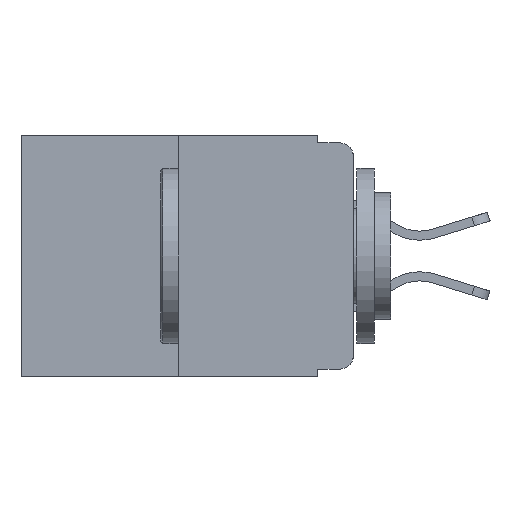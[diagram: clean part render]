
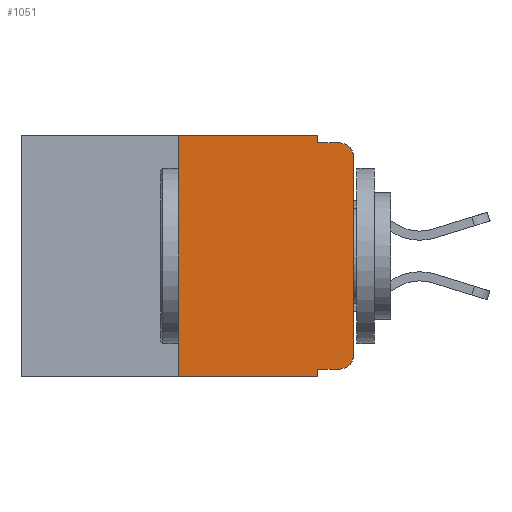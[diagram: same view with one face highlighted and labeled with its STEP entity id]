
A CAD part, left-side view. The second image highlights one B-rep face of the part: STEP entity #1051.
In plain terms, the highlighted planar face has unit normal (-1, 0, 0).
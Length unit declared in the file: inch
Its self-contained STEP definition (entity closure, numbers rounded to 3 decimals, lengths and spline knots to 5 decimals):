
#629 = CARTESIAN_POINT ( 'NONE',  ( 0., 0.473, -0.343 ) ) ;
#822 = CARTESIAN_POINT ( 'NONE',  ( 0., 0.02, -0.01 ) ) ;
#1051 = ADVANCED_FACE ( 'NONE', ( #6817 ), #10146, .F. ) ;
#1705 = VERTEX_POINT ( 'NONE', #16276 ) ;
#2257 = VERTEX_POINT ( 'NONE', #2893 ) ;
#2300 = VERTEX_POINT ( 'NONE', #14163 ) ;
#2560 = CARTESIAN_POINT ( 'NONE',  ( 0., 0.25, 0. ) ) ;
#2577 = VERTEX_POINT ( 'NONE', #5514 ) ;
#2778 = EDGE_CURVE ( 'NONE', #1705, #15802, #12393, .T. ) ;
#2814 = DIRECTION ( 'NONE',  ( 0., 0., -1. ) ) ;
#2824 = ORIENTED_EDGE ( 'NONE', *, *, #10232, .F. ) ;
#2893 = CARTESIAN_POINT ( 'NONE',  ( 0., 0.051, 0. ) ) ;
#3052 = LINE ( 'NONE', #10515, #12605 ) ;
#3378 = DIRECTION ( 'NONE',  ( 0., 0., 1. ) ) ;
#3595 = EDGE_CURVE ( 'NONE', #1705, #2577, #7534, .T. ) ;
#4049 = ORIENTED_EDGE ( 'NONE', *, *, #13909, .T. ) ;
#4214 = LINE ( 'NONE', #2560, #7211 ) ;
#4859 = DIRECTION ( 'NONE',  ( 0., -1., 0. ) ) ;
#5268 = VERTEX_POINT ( 'NONE', #822 ) ;
#5438 = CARTESIAN_POINT ( 'NONE',  ( 0., 0.473, 0. ) ) ;
#5514 = CARTESIAN_POINT ( 'NONE',  ( 0., 0.051, -0.343 ) ) ;
#5725 = CARTESIAN_POINT ( 'NONE',  ( 0., 0.25, -0.343 ) ) ;
#6478 = CARTESIAN_POINT ( 'NONE',  ( 0., 0., -0.03 ) ) ;
#6817 = FACE_OUTER_BOUND ( 'NONE', #9317, .T. ) ;
#6846 = AXIS2_PLACEMENT_3D ( 'NONE', #7718, #18301, #10674 ) ;
#6940 = EDGE_CURVE ( 'NONE', #10934, #19171, #10951, .T. ) ;
#7133 = ORIENTED_EDGE ( 'NONE', *, *, #13882, .F. ) ;
#7211 = VECTOR ( 'NONE', #8642, 39.37008 ) ;
#7534 = LINE ( 'NONE', #13522, #12456 ) ;
#7718 = CARTESIAN_POINT ( 'NONE',  ( 0., 0.02, -0.313 ) ) ;
#7871 = VECTOR ( 'NONE', #9607, 39.37008 ) ;
#8025 = VERTEX_POINT ( 'NONE', #8682 ) ;
#8115 = LINE ( 'NONE', #629, #16594 ) ;
#8642 = DIRECTION ( 'NONE',  ( 0., 0., 1. ) ) ;
#8682 = CARTESIAN_POINT ( 'NONE',  ( 0., 0.051, -0.01 ) ) ;
#9300 = LINE ( 'NONE', #13601, #9329 ) ;
#9317 = EDGE_LOOP ( 'NONE', ( #12372, #13990, #7133, #9686, #17603, #2824, #13633, #11961, #18249, #4049 ) ) ;
#9329 = VECTOR ( 'NONE', #4859, 39.37008 ) ;
#9362 = DIRECTION ( 'NONE',  ( 0., -1., 0. ) ) ;
#9607 = DIRECTION ( 'NONE',  ( 0., -1., 0. ) ) ;
#9686 = ORIENTED_EDGE ( 'NONE', *, *, #11472, .F. ) ;
#9781 = DIRECTION ( 'NONE',  ( 0., 0., -1. ) ) ;
#10055 = CARTESIAN_POINT ( 'NONE',  ( 0., 0., -0.313 ) ) ;
#10146 = PLANE ( 'NONE',  #12201 ) ;
#10232 = EDGE_CURVE ( 'NONE', #14035, #2300, #4214, .T. ) ;
#10515 = CARTESIAN_POINT ( 'NONE',  ( 0., 0.051, 0. ) ) ;
#10674 = DIRECTION ( 'NONE',  ( 0., 0., -1. ) ) ;
#10895 = CARTESIAN_POINT ( 'NONE',  ( 0., 0.02, -0.03 ) ) ;
#10933 = CARTESIAN_POINT ( 'NONE',  ( 0., 0.051, -0.333 ) ) ;
#10934 = VERTEX_POINT ( 'NONE', #10055 ) ;
#10951 = LINE ( 'NONE', #13669, #18348 ) ;
#11472 = EDGE_CURVE ( 'NONE', #2257, #8025, #3052, .T. ) ;
#11807 = CIRCLE ( 'NONE', #6846, 0.02 ) ;
#11961 = ORIENTED_EDGE ( 'NONE', *, *, #3595, .F. ) ;
#11989 = DIRECTION ( 'NONE',  ( 0., 0., -1. ) ) ;
#12201 = AXIS2_PLACEMENT_3D ( 'NONE', #5438, #17392, #9781 ) ;
#12372 = ORIENTED_EDGE ( 'NONE', *, *, #6940, .T. ) ;
#12393 = LINE ( 'NONE', #10933, #16545 ) ;
#12456 = VECTOR ( 'NONE', #2814, 39.37008 ) ;
#12605 = VECTOR ( 'NONE', #11989, 39.37008 ) ;
#13522 = CARTESIAN_POINT ( 'NONE',  ( 0., 0.051, 0. ) ) ;
#13601 = CARTESIAN_POINT ( 'NONE',  ( 0., 0.051, -0.01 ) ) ;
#13622 = DIRECTION ( 'NONE',  ( 0., 0., -1. ) ) ;
#13633 = ORIENTED_EDGE ( 'NONE', *, *, #16671, .T. ) ;
#13669 = CARTESIAN_POINT ( 'NONE',  ( 0., 0., 0. ) ) ;
#13882 = EDGE_CURVE ( 'NONE', #8025, #5268, #9300, .T. ) ;
#13909 = EDGE_CURVE ( 'NONE', #15802, #10934, #11807, .T. ) ;
#13990 = ORIENTED_EDGE ( 'NONE', *, *, #14669, .T. ) ;
#14035 = VERTEX_POINT ( 'NONE', #5725 ) ;
#14163 = CARTESIAN_POINT ( 'NONE',  ( 0., 0.25, 0. ) ) ;
#14669 = EDGE_CURVE ( 'NONE', #19171, #5268, #18097, .T. ) ;
#15476 = DIRECTION ( 'NONE',  ( -1., 0., 0. ) ) ;
#15802 = VERTEX_POINT ( 'NONE', #17730 ) ;
#16276 = CARTESIAN_POINT ( 'NONE',  ( 0., 0.051, -0.333 ) ) ;
#16545 = VECTOR ( 'NONE', #9362, 39.37008 ) ;
#16594 = VECTOR ( 'NONE', #18774, 39.37008 ) ;
#16671 = EDGE_CURVE ( 'NONE', #14035, #2577, #8115, .T. ) ;
#17355 = EDGE_CURVE ( 'NONE', #2300, #2257, #17971, .T. ) ;
#17392 = DIRECTION ( 'NONE',  ( 1., 0., 0. ) ) ;
#17603 = ORIENTED_EDGE ( 'NONE', *, *, #17355, .F. ) ;
#17730 = CARTESIAN_POINT ( 'NONE',  ( 0., 0.02, -0.333 ) ) ;
#17971 = LINE ( 'NONE', #18527, #7871 ) ;
#18097 = CIRCLE ( 'NONE', #19340, 0.02 ) ;
#18249 = ORIENTED_EDGE ( 'NONE', *, *, #2778, .T. ) ;
#18301 = DIRECTION ( 'NONE',  ( -1., 0., 0. ) ) ;
#18348 = VECTOR ( 'NONE', #3378, 39.37008 ) ;
#18527 = CARTESIAN_POINT ( 'NONE',  ( 0., 0.473, 0. ) ) ;
#18774 = DIRECTION ( 'NONE',  ( 0., -1., 0. ) ) ;
#19171 = VERTEX_POINT ( 'NONE', #6478 ) ;
#19340 = AXIS2_PLACEMENT_3D ( 'NONE', #10895, #15476, #13622 ) ;
